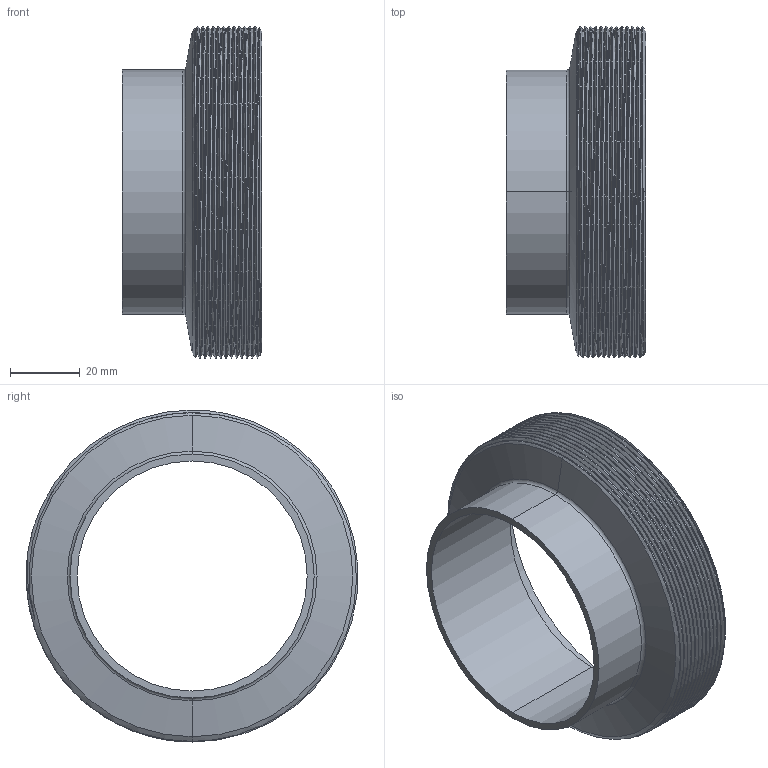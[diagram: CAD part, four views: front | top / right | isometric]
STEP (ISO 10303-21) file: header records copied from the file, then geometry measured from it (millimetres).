
FILE_DESCRIPTION (( 'STEP AP203' ), '1' );
FILE_NAME ('3D-M2010P_70x2_174072045_174074045.STEP', '2024-09-05T06:24:04', ( '' ), ( '' ), 'SwSTEP 2.0', 'SolidWorks 2024', '' );
FILE_SCHEMA (( 'CONFIG_CONTROL_DESIGN' ));
Length unit declared in the file: millimetre
Products named in the file (1): 3D-M2010P_70x2_174072045_174074045
Bounding box: 40 x 95.17 x 95.24 mm (x, y, z)
Volume: 66809 mm3; surface area: 29738.1 mm2
Topology: 1 solids, 1 shells, 50 faces, 130 edges, 84 vertices
Faces by surface type: cylinder 33, cone 8, plane 4, bspline 3, torus 2
Entity records: 4138 total; most frequent: CARTESIAN_POINT 2992, ORIENTED_EDGE 260, DIRECTION 192, EDGE_CURVE 130, VERTEX_POINT 84, AXIS2_PLACEMENT_3D 76, EDGE_LOOP 54, ADVANCED_FACE 50
